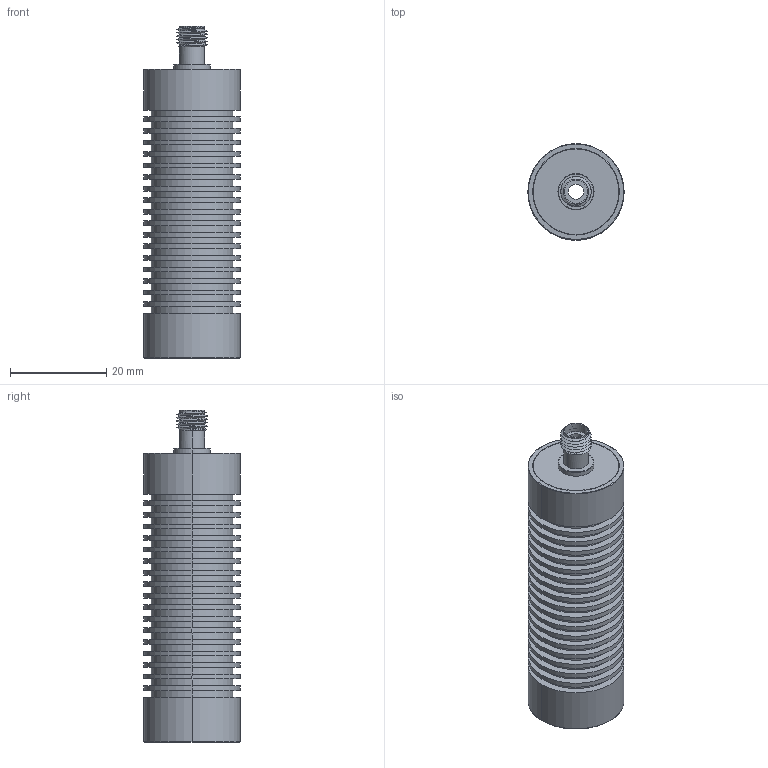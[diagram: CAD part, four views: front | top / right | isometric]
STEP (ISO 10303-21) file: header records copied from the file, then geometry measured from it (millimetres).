
FILE_DESCRIPTION((''),'2;1');
FILE_NAME('OP-20B_ASM','2020-10-27T',('Administrator'),(''),'CREO PARAMETRIC BY PTC INC, 2015290','CREO PARAMETRIC BY PTC INC, 2015290','');
FILE_SCHEMA(('CONFIG_CONTROL_DESIGN'));
Length unit declared in the file: millimetre
Products named in the file (5): OP-20B_A1; OP-20B_A2; OP-20B_A3; OP-20B_A4; OP-20B_ASM
Assembly tree (4 placements, depth 2):
  OP-20B_ASM
    OP-20B_A1
    OP-20B_A2
    OP-20B_A3
    OP-20B_A4
Bounding box: 20 x 20 x 69 mm (x, y, z)
Volume: 6409.9 mm3; surface area: 12265.3 mm2
Topology: 4 solids, 4 shells, 202 faces, 419 edges, 269 vertices
Faces by surface type: cylinder 114, plane 52, cone 28, bspline 8
Entity records: 6756 total; most frequent: CARTESIAN_POINT 2171, DIRECTION 1027, ORIENTED_EDGE 838, AXIS2_PLACEMENT_3D 439, EDGE_CURVE 419, VERTEX_POINT 269, EDGE_LOOP 254, CIRCLE 236
